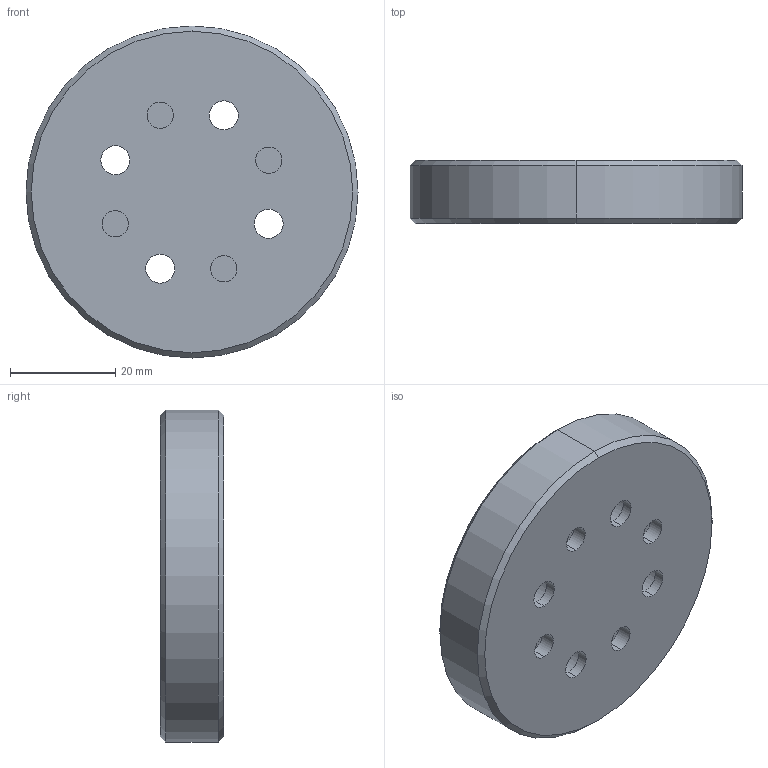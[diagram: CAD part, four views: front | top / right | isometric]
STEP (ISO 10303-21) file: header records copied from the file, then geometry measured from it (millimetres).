
FILE_DESCRIPTION (( 'STEP AP214' ), '1' );
FILE_NAME ('Tier 1 - Adapter F v1.1.STEP', '2019-01-30T13:22:53', ( '' ), ( '' ), 'SwSTEP 2.0', 'SolidWorks 2018', '' );
FILE_SCHEMA (( 'AUTOMOTIVE_DESIGN' ));
Length unit declared in the file: millimetre
Products named in the file (1): Tier 1 - Adapter F v1.1
Bounding box: 63 x 12 x 63 mm (x, y, z)
Volume: 29410.2 mm3; surface area: 10181.5 mm2
Topology: 1 solids, 1 shells, 108 faces, 273 edges, 168 vertices
Faces by surface type: cylinder 51, cone 35, plane 22
Entity records: 3390 total; most frequent: CARTESIAN_POINT 648, DIRECTION 580, ORIENTED_EDGE 526, EDGE_CURVE 263, AXIS2_PLACEMENT_3D 234, VERTEX_POINT 168, EDGE_LOOP 127, CIRCLE 125
